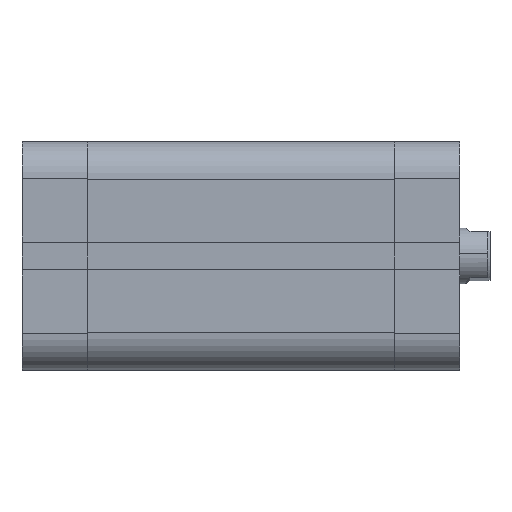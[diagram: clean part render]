
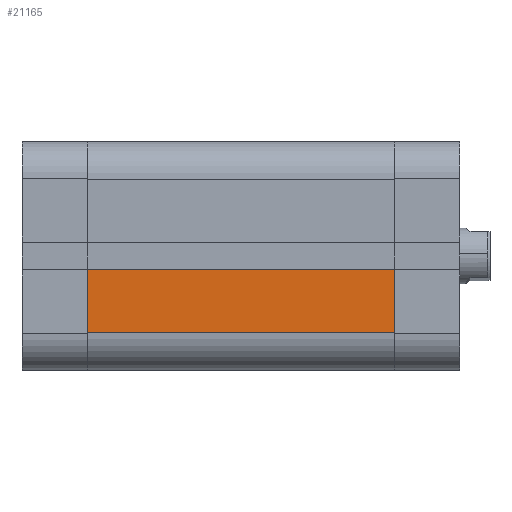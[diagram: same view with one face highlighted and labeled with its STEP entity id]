
A CAD part, front view. The second image highlights one B-rep face of the part: STEP entity #21165.
In plain terms, the highlighted planar face has unit normal (0, -1, 0).
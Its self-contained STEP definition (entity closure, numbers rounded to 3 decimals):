
#1402 = VECTOR ( 'NONE', #5995, 1000. ) ;
#1462 = FACE_OUTER_BOUND ( 'NONE', #25318, .T. ) ;
#1524 = ORIENTED_EDGE ( 'NONE', *, *, #28984, .T. ) ;
#3566 = LINE ( 'NONE', #27822, #1402 ) ;
#3723 = DIRECTION ( 'NONE',  ( 0., 0., 1. ) ) ;
#5748 = DIRECTION ( 'NONE',  ( 0., 0., -1. ) ) ;
#5908 = CARTESIAN_POINT ( 'NONE',  ( 0., -24.5, -24.5 ) ) ;
#5995 = DIRECTION ( 'NONE',  ( -1., 0., 0. ) ) ;
#6004 = VERTEX_POINT ( 'NONE', #19486 ) ;
#6111 = LINE ( 'NONE', #25851, #24773 ) ;
#7505 = CARTESIAN_POINT ( 'NONE',  ( 66., -24.5, -16.5 ) ) ;
#8684 = LINE ( 'NONE', #23576, #25010 ) ;
#9906 = CARTESIAN_POINT ( 'NONE',  ( 0., -24.5, -16.5 ) ) ;
#11745 = VERTEX_POINT ( 'NONE', #9906 ) ;
#16424 = PLANE ( 'NONE',  #21721 ) ;
#17273 = VERTEX_POINT ( 'NONE', #7505 ) ;
#18352 = CARTESIAN_POINT ( 'NONE',  ( 66., -24.5, -24.5 ) ) ;
#19486 = CARTESIAN_POINT ( 'NONE',  ( 0., -24.5, -2.8 ) ) ;
#20182 = VECTOR ( 'NONE', #5748, 1000. ) ;
#20300 = EDGE_CURVE ( 'NONE', #11745, #17273, #6111, .T. ) ;
#20409 = DIRECTION ( 'NONE',  ( 1., 0., 0. ) ) ;
#20459 = EDGE_CURVE ( 'NONE', #6004, #11745, #27897, .T. ) ;
#21165 = ADVANCED_FACE ( 'NONE', ( #1462 ), #16424, .F. ) ;
#21721 = AXIS2_PLACEMENT_3D ( 'NONE', #18352, #23615, #3723 ) ;
#23573 = CARTESIAN_POINT ( 'NONE',  ( 66., -24.5, -2.8 ) ) ;
#23576 = CARTESIAN_POINT ( 'NONE',  ( 66., -24.5, -24.5 ) ) ;
#23615 = DIRECTION ( 'NONE',  ( 0., 1., 0. ) ) ;
#23661 = ORIENTED_EDGE ( 'NONE', *, *, #20459, .T. ) ;
#24187 = EDGE_CURVE ( 'NONE', #26964, #17273, #8684, .T. ) ;
#24773 = VECTOR ( 'NONE', #20409, 1000. ) ;
#25010 = VECTOR ( 'NONE', #30520, 1000. ) ;
#25318 = EDGE_LOOP ( 'NONE', ( #1524, #23661, #31298, #27008 ) ) ;
#25851 = CARTESIAN_POINT ( 'NONE',  ( 66., -24.5, -16.5 ) ) ;
#26964 = VERTEX_POINT ( 'NONE', #23573 ) ;
#27008 = ORIENTED_EDGE ( 'NONE', *, *, #24187, .F. ) ;
#27822 = CARTESIAN_POINT ( 'NONE',  ( 66.001, -24.5, -2.8 ) ) ;
#27897 = LINE ( 'NONE', #5908, #20182 ) ;
#28984 = EDGE_CURVE ( 'NONE', #26964, #6004, #3566, .T. ) ;
#30520 = DIRECTION ( 'NONE',  ( 0., 0., -1. ) ) ;
#31298 = ORIENTED_EDGE ( 'NONE', *, *, #20300, .T. ) ;
